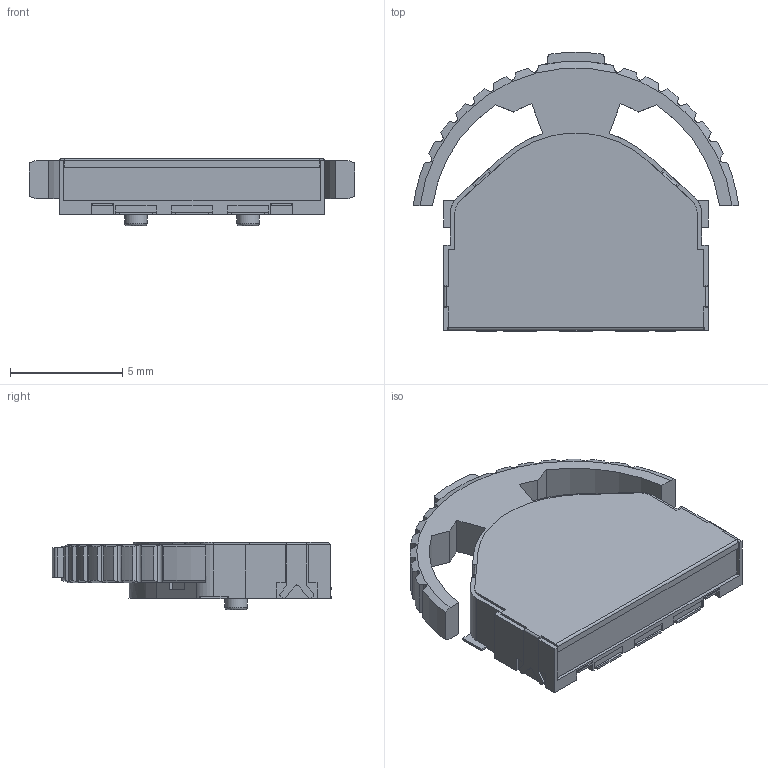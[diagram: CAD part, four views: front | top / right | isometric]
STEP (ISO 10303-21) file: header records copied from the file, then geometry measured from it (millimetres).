
FILE_DESCRIPTION(/* description */ (''),/* implementation_level */ '2;1');
FILE_NAME(/* name */ '3D_1502SA .step',/* time_stamp */ '2022-03-31T22:46:22+08:00',/* author */ (''),/* organization */ (''),/* preprocessor_version */ 'ST-DEVELOPER v18.1',/* originating_system */ 'Autodesk Translation Framework v10.14.0.1471',/* authorisation */ '');
FILE_SCHEMA (('AUTOMOTIVE_DESIGN { 1 0 10303 214 3 1 1 }'));
Length unit declared in the file: millimetre
Products named in the file (4): 3D_1502SA; SW1; KEY-SMD_K1-1502SA-01; SOLID
Assembly tree (3 placements, depth 4):
  3D_1502SA
    SW1
      KEY-SMD_K1-1502SA-01
        SOLID
Bounding box: 14.5 x 12.44 x 3 mm (x, y, z)
Volume: 264.4 mm3; surface area: 430.7 mm2
Topology: 1 solids, 1 shells, 281 faces, 827 edges, 558 vertices
Faces by surface type: plane 218, cylinder 59, torus 2, cone 2
Full cylindrical faces by diameter (mm): 1 x2
Entity records: 10036 total; most frequent: CARTESIAN_POINT 2409, ORIENTED_EDGE 1654, DIRECTION 1407, EDGE_CURVE 827, LINE 619, VECTOR 619, VERTEX_POINT 558, AXIS2_PLACEMENT_3D 394
